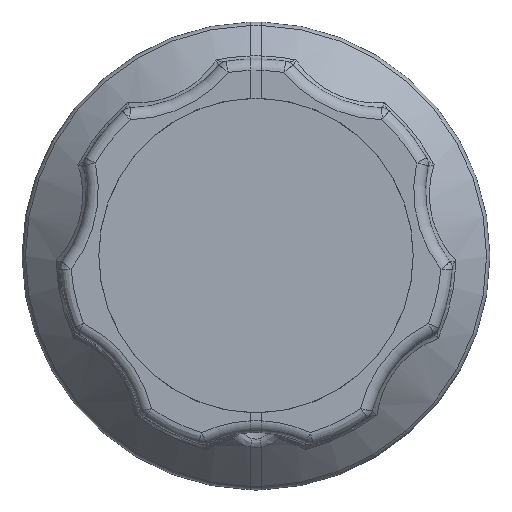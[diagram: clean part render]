
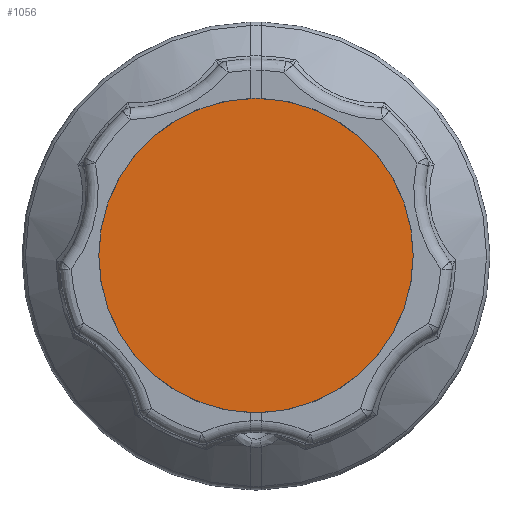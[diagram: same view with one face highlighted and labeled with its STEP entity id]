
A CAD part, top view. The second image highlights one B-rep face of the part: STEP entity #1056.
In plain terms, the highlighted planar face has unit normal (0, 0, 1).
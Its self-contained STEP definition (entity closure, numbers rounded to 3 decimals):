
#1040=CARTESIAN_POINT('',(-0.0,6.668,11.609));
#1041=VERTEX_POINT('',#1040);
#1042=CARTESIAN_POINT('',(-0.0,0.0,11.609));
#1043=DIRECTION('',(0.0,-0.0,1.0));
#1044=DIRECTION('',(-0.0,1.0,0.0));
#1045=AXIS2_PLACEMENT_3D('',#1042,#1043,#1044);
#1046=CIRCLE('',#1045,6.668);
#1047=EDGE_CURVE('n� 2226',#1041,#1041,#1046,.T.);
#1048=ORIENTED_EDGE('',*,*,#1047,.T.);
#1049=EDGE_LOOP('',(#1048));
#1050=FACE_OUTER_BOUND('',#1049,.T.);
#1051=CARTESIAN_POINT('',(0.0,-3.334,11.609));
#1052=DIRECTION('',(-0.0,0.0,-1.0));
#1053=DIRECTION('',(0.0,-1.0,-0.0));
#1054=AXIS2_PLACEMENT_3D('',#1051,#1052,#1053);
#1055=PLANE('',#1054);
#1056=ADVANCED_FACE('n� 2298',(#1050),#1055,.F.);
